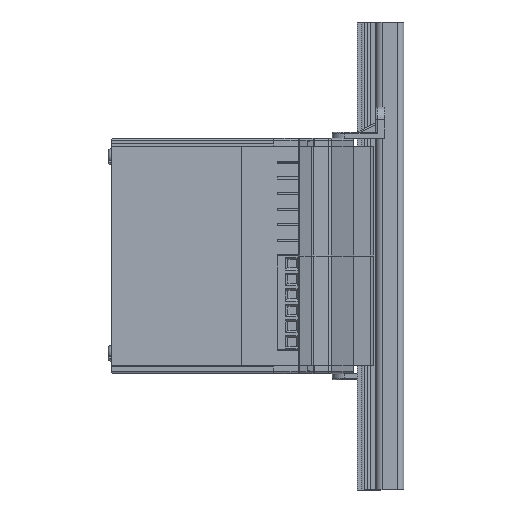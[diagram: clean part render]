
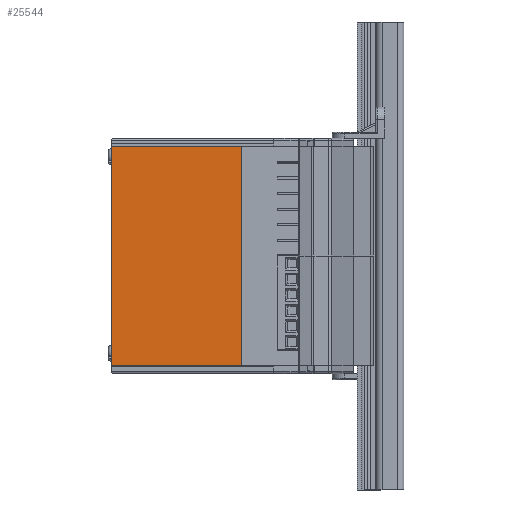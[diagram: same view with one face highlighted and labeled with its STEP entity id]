
A CAD part, left-side view. The second image highlights one B-rep face of the part: STEP entity #25544.
In plain terms, the highlighted planar face has unit normal (-1, 0, 0.002).
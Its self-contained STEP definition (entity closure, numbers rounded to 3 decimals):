
#465 = EDGE_CURVE ( 'NONE', #18410, #14954, #36792, .T. ) ;
#2213 = ORIENTED_EDGE ( 'NONE', *, *, #5666, .T. ) ;
#3016 = VECTOR ( 'NONE', #35819, 1000. ) ;
#4240 = CARTESIAN_POINT ( 'NONE',  ( -35., -31., -71.5 ) ) ;
#5666 = EDGE_CURVE ( 'NONE', #18675, #18410, #25662, .T. ) ;
#8758 = VECTOR ( 'NONE', #24320, 1000. ) ;
#10364 = EDGE_LOOP ( 'NONE', ( #34961, #14553, #2213, #21362 ) ) ;
#10379 = DIRECTION ( 'NONE',  ( 0., -1., 0. ) ) ;
#10664 = LINE ( 'NONE', #18005, #17464 ) ;
#11506 = VERTEX_POINT ( 'NONE', #28679 ) ;
#12138 = LINE ( 'NONE', #14886, #8758 ) ;
#14553 = ORIENTED_EDGE ( 'NONE', *, *, #22492, .F. ) ;
#14886 = CARTESIAN_POINT ( 'NONE',  ( -35., 31., 0. ) ) ;
#14954 = VERTEX_POINT ( 'NONE', #22680 ) ;
#15037 = DIRECTION ( 'NONE',  ( 0., 0., 1. ) ) ;
#16579 = CARTESIAN_POINT ( 'NONE',  ( -35., 31., -71.5 ) ) ;
#16821 = EDGE_CURVE ( 'NONE', #11506, #14954, #12138, .T. ) ;
#17464 = VECTOR ( 'NONE', #15037, 1000. ) ;
#18005 = CARTESIAN_POINT ( 'NONE',  ( -35., 31., -71.5 ) ) ;
#18410 = VERTEX_POINT ( 'NONE', #4240 ) ;
#18675 = VERTEX_POINT ( 'NONE', #33759 ) ;
#19311 = DIRECTION ( 'NONE',  ( -1., 0., 0. ) ) ;
#21362 = ORIENTED_EDGE ( 'NONE', *, *, #465, .T. ) ;
#22492 = EDGE_CURVE ( 'NONE', #18675, #11506, #10664, .T. ) ;
#22680 = CARTESIAN_POINT ( 'NONE',  ( -35., -31., 0. ) ) ;
#24320 = DIRECTION ( 'NONE',  ( 0., -1., 0. ) ) ;
#25376 = CARTESIAN_POINT ( 'NONE',  ( -35., 31., -71.5 ) ) ;
#25544 = ADVANCED_FACE ( 'NONE', ( #27329 ), #34673, .T. ) ;
#25662 = LINE ( 'NONE', #16579, #39157 ) ;
#27329 = FACE_OUTER_BOUND ( 'NONE', #10364, .T. ) ;
#28679 = CARTESIAN_POINT ( 'NONE',  ( -35., 31., 0. ) ) ;
#32460 = AXIS2_PLACEMENT_3D ( 'NONE', #25376, #19311, #38025 ) ;
#33759 = CARTESIAN_POINT ( 'NONE',  ( -35., 31., -71.5 ) ) ;
#34673 = PLANE ( 'NONE',  #32460 ) ;
#34961 = ORIENTED_EDGE ( 'NONE', *, *, #16821, .F. ) ;
#35819 = DIRECTION ( 'NONE',  ( 0., 0., 1. ) ) ;
#36347 = CARTESIAN_POINT ( 'NONE',  ( -35., -31., -71.5 ) ) ;
#36792 = LINE ( 'NONE', #36347, #3016 ) ;
#38025 = DIRECTION ( 'NONE',  ( 0., 0., 1. ) ) ;
#39157 = VECTOR ( 'NONE', #10379, 1000. ) ;
